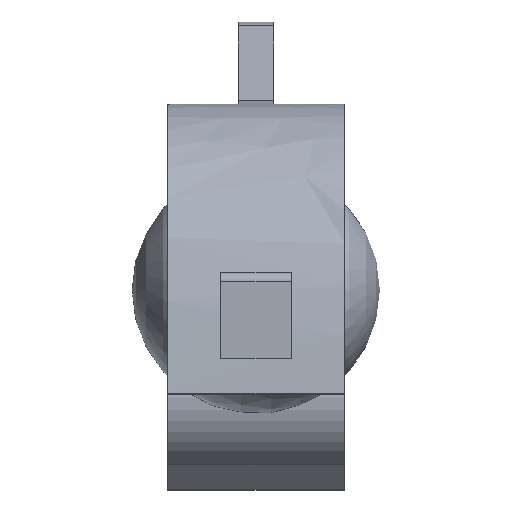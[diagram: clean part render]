
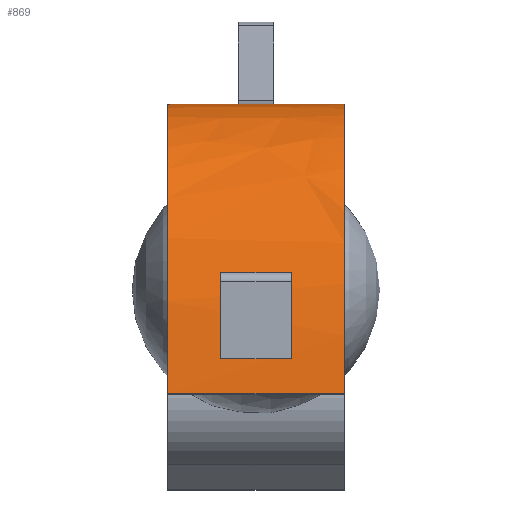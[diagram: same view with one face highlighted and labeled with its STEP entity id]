
A CAD part, front view. The second image highlights one B-rep face of the part: STEP entity #869.
In plain terms, the highlighted free-form (B-spline) face has degree [3, 1] with [16, 2] control points.
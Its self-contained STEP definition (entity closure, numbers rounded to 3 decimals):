
#15=ELLIPSE('',#939,9.106,7.619);
#16=ELLIPSE('',#940,9.106,7.619);
#17=ELLIPSE('',#941,9.655,8.197);
#18=ELLIPSE('',#942,10.228,8.653);
#19=ELLIPSE('',#943,10.228,8.653);
#20=ELLIPSE('',#944,9.655,8.197);
#21=B_SPLINE_CURVE_WITH_KNOTS('',3,(#1420,#1421,#1422,#1423,#1424,#1425,
#1426,#1427,#1428,#1429,#1430,#1431,#1432,#1433,#1434,#1435),
 .UNSPECIFIED.,.F.,.F.,(4,3,3,3,3,4),(-0.955,-0.741,
-0.587,-0.39,-0.25,-0.116),
 .UNSPECIFIED.);
#22=B_SPLINE_CURVE_WITH_KNOTS('',3,(#1438,#1439,#1440,#1441,#1442,#1443,
#1444,#1445,#1446,#1447,#1448,#1449,#1450,#1451,#1452,#1453),
 .UNSPECIFIED.,.F.,.F.,(4,3,3,3,3,4),(0.116,0.25,0.39,
0.587,0.741,0.955),.UNSPECIFIED.);
#25=B_SPLINE_SURFACE_WITH_KNOTS('',3,1,((#1384,#1385),(#1386,#1387),(#1388,
#1389),(#1390,#1391),(#1392,#1393),(#1394,#1395),(#1396,#1397),(#1398,#1399),
(#1400,#1401),(#1402,#1403),(#1404,#1405),(#1406,#1407),(#1408,#1409),(#1410,
#1411),(#1412,#1413),(#1414,#1415)),.UNSPECIFIED.,.F.,.F.,.F.,(4,3,3,3,
3,4),(2,2),(0.077,0.25,0.39,0.587,
0.741,0.955),(-0.5,0.5),.UNSPECIFIED.);
#53=LINE('',#1383,#131);
#54=LINE('',#1418,#132);
#55=LINE('',#1437,#133);
#56=LINE('',#1463,#134);
#131=VECTOR('',#1088,10.);
#132=VECTOR('',#1089,10.);
#133=VECTOR('',#1090,10.);
#134=VECTOR('',#1099,10.);
#195=FACE_BOUND('',#281,.T.);
#230=FACE_OUTER_BOUND('',#280,.T.);
#280=EDGE_LOOP('',(#652,#653,#654,#655));
#281=EDGE_LOOP('',(#656,#657,#658,#659,#660,#661,#662,#663));
#384=VERTEX_POINT('',#1376);
#387=VERTEX_POINT('',#1381);
#388=VERTEX_POINT('',#1416);
#389=VERTEX_POINT('',#1417);
#390=VERTEX_POINT('',#1419);
#391=VERTEX_POINT('',#1436);
#392=VERTEX_POINT('',#1454);
#393=VERTEX_POINT('',#1456);
#394=VERTEX_POINT('',#1458);
#395=VERTEX_POINT('',#1460);
#396=VERTEX_POINT('',#1462);
#397=VERTEX_POINT('',#1464);
#486=EDGE_CURVE('',#387,#384,#53,.T.);
#487=EDGE_CURVE('',#388,#389,#54,.T.);
#488=EDGE_CURVE('',#390,#388,#21,.T.);
#489=EDGE_CURVE('',#390,#391,#55,.T.);
#490=EDGE_CURVE('',#389,#391,#22,.T.);
#491=EDGE_CURVE('',#392,#384,#15,.T.);
#492=EDGE_CURVE('',#387,#393,#16,.T.);
#493=EDGE_CURVE('',#393,#394,#17,.T.);
#494=EDGE_CURVE('',#394,#395,#18,.T.);
#495=EDGE_CURVE('',#396,#395,#56,.T.);
#496=EDGE_CURVE('',#396,#397,#19,.T.);
#497=EDGE_CURVE('',#397,#392,#20,.T.);
#652=ORIENTED_EDGE('',*,*,#487,.F.);
#653=ORIENTED_EDGE('',*,*,#488,.F.);
#654=ORIENTED_EDGE('',*,*,#489,.T.);
#655=ORIENTED_EDGE('',*,*,#490,.F.);
#656=ORIENTED_EDGE('',*,*,#491,.T.);
#657=ORIENTED_EDGE('',*,*,#486,.F.);
#658=ORIENTED_EDGE('',*,*,#492,.T.);
#659=ORIENTED_EDGE('',*,*,#493,.T.);
#660=ORIENTED_EDGE('',*,*,#494,.T.);
#661=ORIENTED_EDGE('',*,*,#495,.F.);
#662=ORIENTED_EDGE('',*,*,#496,.T.);
#663=ORIENTED_EDGE('',*,*,#497,.T.);
#869=ADVANCED_FACE('',(#230,#195),#25,.T.);
#939=AXIS2_PLACEMENT_3D('',#1455,#1091,#1092);
#940=AXIS2_PLACEMENT_3D('',#1457,#1093,#1094);
#941=AXIS2_PLACEMENT_3D('',#1459,#1095,#1096);
#942=AXIS2_PLACEMENT_3D('',#1461,#1097,#1098);
#943=AXIS2_PLACEMENT_3D('',#1465,#1100,#1101);
#944=AXIS2_PLACEMENT_3D('',#1466,#1102,#1103);
#1088=DIRECTION('',(1.,0.,0.));
#1089=DIRECTION('',(1.,0.,0.));
#1090=DIRECTION('',(1.,0.,0.));
#1091=DIRECTION('center_axis',(1.,0.,0.));
#1092=DIRECTION('ref_axis',(0.,0.946,0.324));
#1093=DIRECTION('center_axis',(-1.,0.,0.));
#1094=DIRECTION('ref_axis',(0.,0.946,0.324));
#1095=DIRECTION('center_axis',(-1.,0.,0.));
#1096=DIRECTION('ref_axis',(0.,0.9,0.435));
#1097=DIRECTION('center_axis',(-1.,0.,0.));
#1098=DIRECTION('ref_axis',(0.,0.846,0.533));
#1099=DIRECTION('',(-1.,0.,0.));
#1100=DIRECTION('center_axis',(1.,0.,0.));
#1101=DIRECTION('ref_axis',(0.,0.846,0.533));
#1102=DIRECTION('center_axis',(1.,0.,0.));
#1103=DIRECTION('ref_axis',(0.,0.9,0.435));
#1376=CARTESIAN_POINT('',(1.,25.425,27.533));
#1381=CARTESIAN_POINT('',(-1.,25.425,27.533));
#1383=CARTESIAN_POINT('',(-1.,25.425,27.533));
#1384=CARTESIAN_POINT('Ctrl Pts',(-5.,33.027,9.149));
#1385=CARTESIAN_POINT('Ctrl Pts',(5.,33.027,9.149));
#1386=CARTESIAN_POINT('Ctrl Pts',(-5.,34.194,13.647));
#1387=CARTESIAN_POINT('Ctrl Pts',(5.,34.194,13.647));
#1388=CARTESIAN_POINT('Ctrl Pts',(-5.,34.486,17.396));
#1389=CARTESIAN_POINT('Ctrl Pts',(5.,34.486,17.396));
#1390=CARTESIAN_POINT('Ctrl Pts',(-5.,33.834,20.384));
#1391=CARTESIAN_POINT('Ctrl Pts',(5.,33.834,20.384));
#1392=CARTESIAN_POINT('Ctrl Pts',(-5.,33.303,22.814));
#1393=CARTESIAN_POINT('Ctrl Pts',(5.,33.303,22.814));
#1394=CARTESIAN_POINT('Ctrl Pts',(-5.,32.095,24.735));
#1395=CARTESIAN_POINT('Ctrl Pts',(5.,32.095,24.735));
#1396=CARTESIAN_POINT('Ctrl Pts',(-5.,30.403,25.946));
#1397=CARTESIAN_POINT('Ctrl Pts',(5.,30.403,25.946));
#1398=CARTESIAN_POINT('Ctrl Pts',(-5.,28.031,27.643));
#1399=CARTESIAN_POINT('Ctrl Pts',(5.,28.031,27.643));
#1400=CARTESIAN_POINT('Ctrl Pts',(-5.,24.845,27.938));
#1401=CARTESIAN_POINT('Ctrl Pts',(5.,24.845,27.938));
#1402=CARTESIAN_POINT('Ctrl Pts',(-5.,22.008,27.039));
#1403=CARTESIAN_POINT('Ctrl Pts',(5.,22.008,27.039));
#1404=CARTESIAN_POINT('Ctrl Pts',(-5.,19.789,26.336));
#1405=CARTESIAN_POINT('Ctrl Pts',(5.,19.789,26.336));
#1406=CARTESIAN_POINT('Ctrl Pts',(-5.,17.8,24.881));
#1407=CARTESIAN_POINT('Ctrl Pts',(5.,17.8,24.881));
#1408=CARTESIAN_POINT('Ctrl Pts',(-5.,16.345,22.827));
#1409=CARTESIAN_POINT('Ctrl Pts',(5.,16.345,22.827));
#1410=CARTESIAN_POINT('Ctrl Pts',(-5.,14.322,19.972));
#1411=CARTESIAN_POINT('Ctrl Pts',(5.,14.322,19.972));
#1412=CARTESIAN_POINT('Ctrl Pts',(-5.,13.276,16.04));
#1413=CARTESIAN_POINT('Ctrl Pts',(5.,13.276,16.04));
#1414=CARTESIAN_POINT('Ctrl Pts',(-5.,12.832,11.184));
#1415=CARTESIAN_POINT('Ctrl Pts',(5.,12.832,11.184));
#1416=CARTESIAN_POINT('',(-5.,33.684,12.087));
#1417=CARTESIAN_POINT('',(5.,33.684,12.087));
#1418=CARTESIAN_POINT('',(-5.,33.684,12.087));
#1419=CARTESIAN_POINT('',(-5.,12.832,11.184));
#1420=CARTESIAN_POINT('Ctrl Pts',(-5.,12.832,11.184));
#1421=CARTESIAN_POINT('Ctrl Pts',(-5.,13.276,16.04));
#1422=CARTESIAN_POINT('Ctrl Pts',(-5.,14.322,19.972));
#1423=CARTESIAN_POINT('Ctrl Pts',(-5.,16.345,22.827));
#1424=CARTESIAN_POINT('Ctrl Pts',(-5.,17.8,24.881));
#1425=CARTESIAN_POINT('Ctrl Pts',(-5.,19.789,26.336));
#1426=CARTESIAN_POINT('Ctrl Pts',(-5.,22.008,27.039));
#1427=CARTESIAN_POINT('Ctrl Pts',(-5.,24.845,27.938));
#1428=CARTESIAN_POINT('Ctrl Pts',(-5.,28.031,27.643));
#1429=CARTESIAN_POINT('Ctrl Pts',(-5.,30.403,25.946));
#1430=CARTESIAN_POINT('Ctrl Pts',(-5.,32.095,24.735));
#1431=CARTESIAN_POINT('Ctrl Pts',(-5.,33.303,22.814));
#1432=CARTESIAN_POINT('Ctrl Pts',(-5.,33.834,20.384));
#1433=CARTESIAN_POINT('Ctrl Pts',(-5.,34.339,18.072));
#1434=CARTESIAN_POINT('Ctrl Pts',(-5.,34.278,15.305));
#1435=CARTESIAN_POINT('Ctrl Pts',(-5.,33.684,12.087));
#1436=CARTESIAN_POINT('',(5.,12.832,11.184));
#1437=CARTESIAN_POINT('',(0.,12.832,11.184));
#1438=CARTESIAN_POINT('Ctrl Pts',(5.,33.684,12.087));
#1439=CARTESIAN_POINT('Ctrl Pts',(5.,34.278,15.305));
#1440=CARTESIAN_POINT('Ctrl Pts',(5.,34.339,18.072));
#1441=CARTESIAN_POINT('Ctrl Pts',(5.,33.834,20.384));
#1442=CARTESIAN_POINT('Ctrl Pts',(5.,33.303,22.814));
#1443=CARTESIAN_POINT('Ctrl Pts',(5.,32.095,24.735));
#1444=CARTESIAN_POINT('Ctrl Pts',(5.,30.403,25.946));
#1445=CARTESIAN_POINT('Ctrl Pts',(5.,28.031,27.643));
#1446=CARTESIAN_POINT('Ctrl Pts',(5.,24.845,27.938));
#1447=CARTESIAN_POINT('Ctrl Pts',(5.,22.008,27.039));
#1448=CARTESIAN_POINT('Ctrl Pts',(5.,19.789,26.336));
#1449=CARTESIAN_POINT('Ctrl Pts',(5.,17.8,24.881));
#1450=CARTESIAN_POINT('Ctrl Pts',(5.,16.345,22.827));
#1451=CARTESIAN_POINT('Ctrl Pts',(5.,14.322,19.972));
#1452=CARTESIAN_POINT('Ctrl Pts',(5.,13.276,16.04));
#1453=CARTESIAN_POINT('Ctrl Pts',(5.,12.832,11.184));
#1454=CARTESIAN_POINT('',(1.,26.74,27.416));
#1455=CARTESIAN_POINT('Origin',(1.,24.218,19.747));
#1456=CARTESIAN_POINT('',(-1.,26.74,27.416));
#1457=CARTESIAN_POINT('Origin',(-1.,24.218,19.747));
#1458=CARTESIAN_POINT('',(-1.,27.593,27.24));
#1459=CARTESIAN_POINT('Origin',(-1.,23.994,19.044));
#1460=CARTESIAN_POINT('',(-1.,28.191,27.064));
#1461=CARTESIAN_POINT('Origin',(-1.,23.719,18.408));
#1462=CARTESIAN_POINT('',(1.,28.191,27.064));
#1463=CARTESIAN_POINT('',(1.,28.191,27.064));
#1464=CARTESIAN_POINT('',(1.,27.593,27.24));
#1465=CARTESIAN_POINT('Origin',(1.,23.719,18.408));
#1466=CARTESIAN_POINT('Origin',(1.,23.994,19.044));
